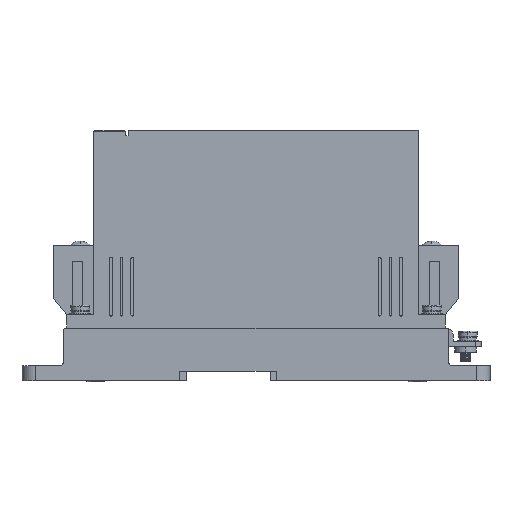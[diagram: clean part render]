
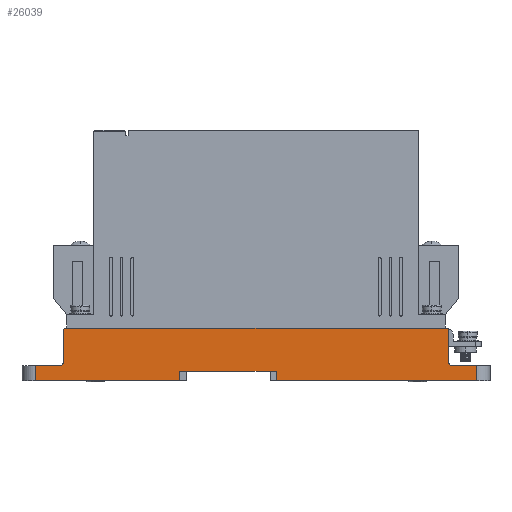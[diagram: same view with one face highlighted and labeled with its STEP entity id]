
A CAD part, left-side view. The second image highlights one B-rep face of the part: STEP entity #26039.
In plain terms, the highlighted planar face has unit normal (-1, 0, 0).
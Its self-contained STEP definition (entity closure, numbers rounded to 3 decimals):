
#490 = CARTESIAN_POINT ( 'NONE',  ( 0., 160.65, 6.7 ) ) ;
#848 = DIRECTION ( 'NONE',  ( 0., -1., 0. ) ) ;
#1226 = VECTOR ( 'NONE', #35349, 1000. ) ;
#1696 = ORIENTED_EDGE ( 'NONE', *, *, #40229, .F. ) ;
#2160 = CARTESIAN_POINT ( 'NONE',  ( 0., 0., 3.5 ) ) ;
#2281 = VERTEX_POINT ( 'NONE', #40234 ) ;
#2332 = CARTESIAN_POINT ( 'NONE',  ( 0., 158.65, 19.7 ) ) ;
#2944 = LINE ( 'NONE', #39855, #35792 ) ;
#2983 = VERTEX_POINT ( 'NONE', #19859 ) ;
#3516 = VECTOR ( 'NONE', #12207, 1000. ) ;
#4278 = VECTOR ( 'NONE', #15911, 1000. ) ;
#5213 = EDGE_CURVE ( 'NONE', #26180, #24567, #17130, .T. ) ;
#5543 = DIRECTION ( 'NONE',  ( 1., 0., 0. ) ) ;
#5734 = CARTESIAN_POINT ( 'NONE',  ( 0., 15.35, 6.7 ) ) ;
#6119 = ORIENTED_EDGE ( 'NONE', *, *, #18871, .F. ) ;
#6812 = VERTEX_POINT ( 'NONE', #15388 ) ;
#7503 = VERTEX_POINT ( 'NONE', #8967 ) ;
#7770 = DIRECTION ( 'NONE',  ( 0., -1., 0. ) ) ;
#8059 = VERTEX_POINT ( 'NONE', #5734 ) ;
#8291 = ORIENTED_EDGE ( 'NONE', *, *, #34577, .F. ) ;
#8637 = DIRECTION ( 'NONE',  ( 0., 1., 0. ) ) ;
#8910 = CARTESIAN_POINT ( 'NONE',  ( 0., 0., 19.7 ) ) ;
#8967 = CARTESIAN_POINT ( 'NONE',  ( 0., 80., 3.5 ) ) ;
#9997 = CARTESIAN_POINT ( 'NONE',  ( 0., 159.65, 6.7 ) ) ;
#10269 = LINE ( 'NONE', #20102, #26675 ) ;
#10630 = EDGE_CURVE ( 'NONE', #24567, #2281, #2944, .T. ) ;
#11804 = DIRECTION ( 'NONE',  ( 0., 0., -1. ) ) ;
#11995 = LINE ( 'NONE', #35720, #4278 ) ;
#12037 = VECTOR ( 'NONE', #25837, 1000. ) ;
#12207 = DIRECTION ( 'NONE',  ( 0., 0., 1. ) ) ;
#12310 = VERTEX_POINT ( 'NONE', #36402 ) ;
#12386 = CARTESIAN_POINT ( 'NONE',  ( 0., 175., 5.7 ) ) ;
#12641 = CARTESIAN_POINT ( 'NONE',  ( 0., 170., 19.7 ) ) ;
#12950 = CIRCLE ( 'NONE', #39376, 1. ) ;
#12987 = ORIENTED_EDGE ( 'NONE', *, *, #24953, .F. ) ;
#13160 = CARTESIAN_POINT ( 'NONE',  ( 0., 14.35, 5.7 ) ) ;
#13381 = VERTEX_POINT ( 'NONE', #41848 ) ;
#13975 = ORIENTED_EDGE ( 'NONE', *, *, #42258, .F. ) ;
#14287 = CIRCLE ( 'NONE', #41902, 1. ) ;
#14449 = LINE ( 'NONE', #17685, #16511 ) ;
#14484 = CIRCLE ( 'NONE', #33452, 1. ) ;
#14584 = EDGE_CURVE ( 'NONE', #17475, #13381, #34004, .T. ) ;
#15388 = CARTESIAN_POINT ( 'NONE',  ( 0., 116., 3.5 ) ) ;
#15911 = DIRECTION ( 'NONE',  ( 0., 0., 1. ) ) ;
#16332 = CARTESIAN_POINT ( 'NONE',  ( 0., 15.35, 18.7 ) ) ;
#16511 = VECTOR ( 'NONE', #37223, 1000. ) ;
#16551 = LINE ( 'NONE', #16606, #22735 ) ;
#16606 = CARTESIAN_POINT ( 'NONE',  ( 0., 159.65, 5.7 ) ) ;
#16749 = DIRECTION ( 'NONE',  ( 0., 0., 1. ) ) ;
#17130 = LINE ( 'NONE', #30523, #24859 ) ;
#17475 = VERTEX_POINT ( 'NONE', #2332 ) ;
#17685 = CARTESIAN_POINT ( 'NONE',  ( 0., 116., 19.7 ) ) ;
#18281 = LINE ( 'NONE', #2160, #34711 ) ;
#18768 = DIRECTION ( 'NONE',  ( 0., 1., 0. ) ) ;
#18822 = PLANE ( 'NONE',  #19159 ) ;
#18871 = EDGE_CURVE ( 'NONE', #2281, #2983, #26057, .T. ) ;
#19159 = AXIS2_PLACEMENT_3D ( 'NONE', #8910, #31749, #11804 ) ;
#19245 = EDGE_CURVE ( 'NONE', #12310, #17475, #26011, .T. ) ;
#19847 = DIRECTION ( 'NONE',  ( -1., 0., 0. ) ) ;
#19859 = CARTESIAN_POINT ( 'NONE',  ( 0., 80., 0. ) ) ;
#20102 = CARTESIAN_POINT ( 'NONE',  ( 0., 0., 0. ) ) ;
#20242 = DIRECTION ( 'NONE',  ( 0., 1., 0. ) ) ;
#20320 = ORIENTED_EDGE ( 'NONE', *, *, #5213, .F. ) ;
#20472 = DIRECTION ( 'NONE',  ( 0., 0., -1. ) ) ;
#20784 = CARTESIAN_POINT ( 'NONE',  ( 0., 160.65, 5.7 ) ) ;
#22211 = CARTESIAN_POINT ( 'NONE',  ( 0., 0., 0. ) ) ;
#22516 = CARTESIAN_POINT ( 'NONE',  ( 0., 80., 19.7 ) ) ;
#22735 = VECTOR ( 'NONE', #16749, 1000. ) ;
#23347 = DIRECTION ( 'NONE',  ( 0., -1., 0. ) ) ;
#23434 = ORIENTED_EDGE ( 'NONE', *, *, #14584, .F. ) ;
#23449 = DIRECTION ( 'NONE',  ( 0., 1., 0. ) ) ;
#23843 = LINE ( 'NONE', #12641, #12037 ) ;
#24567 = VERTEX_POINT ( 'NONE', #33126 ) ;
#24639 = AXIS2_PLACEMENT_3D ( 'NONE', #25354, #5543, #18768 ) ;
#24810 = DIRECTION ( 'NONE',  ( 0., -1., 0. ) ) ;
#24859 = VECTOR ( 'NONE', #23347, 1000. ) ;
#24953 = EDGE_CURVE ( 'NONE', #40958, #25766, #23843, .T. ) ;
#25100 = CARTESIAN_POINT ( 'NONE',  ( 0., 14.35, 6.7 ) ) ;
#25354 = CARTESIAN_POINT ( 'NONE',  ( 0., 158.65, 18.7 ) ) ;
#25766 = VERTEX_POINT ( 'NONE', #37239 ) ;
#25837 = DIRECTION ( 'NONE',  ( 0., 0., 1. ) ) ;
#25883 = CARTESIAN_POINT ( 'NONE',  ( 0., 116., 0. ) ) ;
#26011 = CIRCLE ( 'NONE', #24639, 1. ) ;
#26039 = ADVANCED_FACE ( 'NONE', ( #29902 ), #18822, .F. ) ;
#26057 = LINE ( 'NONE', #22211, #39885 ) ;
#26180 = VERTEX_POINT ( 'NONE', #13160 ) ;
#26675 = VECTOR ( 'NONE', #20242, 1000. ) ;
#27381 = DIRECTION ( 'NONE',  ( 1., 0., 0. ) ) ;
#27828 = ORIENTED_EDGE ( 'NONE', *, *, #34393, .F. ) ;
#28357 = EDGE_CURVE ( 'NONE', #2983, #7503, #33311, .T. ) ;
#29263 = ORIENTED_EDGE ( 'NONE', *, *, #36978, .F. ) ;
#29730 = VERTEX_POINT ( 'NONE', #20784 ) ;
#29902 = FACE_OUTER_BOUND ( 'NONE', #35453, .T. ) ;
#29976 = LINE ( 'NONE', #12386, #1226 ) ;
#30269 = CARTESIAN_POINT ( 'NONE',  ( 0., 16.35, 18.7 ) ) ;
#30523 = CARTESIAN_POINT ( 'NONE',  ( 0., 0., 5.7 ) ) ;
#31015 = CARTESIAN_POINT ( 'NONE',  ( 0., 0., 19.7 ) ) ;
#31666 = VERTEX_POINT ( 'NONE', #25883 ) ;
#31749 = DIRECTION ( 'NONE',  ( 1., 0., 0. ) ) ;
#31941 = VERTEX_POINT ( 'NONE', #16332 ) ;
#32137 = ORIENTED_EDGE ( 'NONE', *, *, #19245, .F. ) ;
#32373 = VERTEX_POINT ( 'NONE', #9997 ) ;
#32891 = ORIENTED_EDGE ( 'NONE', *, *, #36654, .F. ) ;
#33030 = EDGE_CURVE ( 'NONE', #25766, #29730, #29976, .T. ) ;
#33126 = CARTESIAN_POINT ( 'NONE',  ( 0., 5., 5.7 ) ) ;
#33311 = LINE ( 'NONE', #22516, #3516 ) ;
#33452 = AXIS2_PLACEMENT_3D ( 'NONE', #490, #19847, #23449 ) ;
#33633 = EDGE_CURVE ( 'NONE', #8059, #31941, #11995, .T. ) ;
#33792 = EDGE_CURVE ( 'NONE', #32373, #12310, #16551, .T. ) ;
#33810 = CARTESIAN_POINT ( 'NONE',  ( 0., 170., 0. ) ) ;
#34004 = LINE ( 'NONE', #31015, #35525 ) ;
#34051 = ORIENTED_EDGE ( 'NONE', *, *, #33633, .T. ) ;
#34393 = EDGE_CURVE ( 'NONE', #29730, #32373, #14484, .T. ) ;
#34577 = EDGE_CURVE ( 'NONE', #6812, #31666, #14449, .T. ) ;
#34711 = VECTOR ( 'NONE', #8637, 1000. ) ;
#35349 = DIRECTION ( 'NONE',  ( 0., -1., 0. ) ) ;
#35453 = EDGE_LOOP ( 'NONE', ( #41708, #20320, #13975, #34051, #1696, #23434, #32137, #41028, #27828, #41948, #12987, #32891, #8291, #29263, #35621, #6119 ) ) ;
#35525 = VECTOR ( 'NONE', #7770, 1000. ) ;
#35621 = ORIENTED_EDGE ( 'NONE', *, *, #28357, .F. ) ;
#35720 = CARTESIAN_POINT ( 'NONE',  ( 0., 15.35, 5.7 ) ) ;
#35792 = VECTOR ( 'NONE', #20472, 1000. ) ;
#36402 = CARTESIAN_POINT ( 'NONE',  ( 0., 159.65, 18.7 ) ) ;
#36654 = EDGE_CURVE ( 'NONE', #31666, #40958, #10269, .T. ) ;
#36978 = EDGE_CURVE ( 'NONE', #7503, #6812, #18281, .T. ) ;
#37223 = DIRECTION ( 'NONE',  ( 0., 0., -1. ) ) ;
#37239 = CARTESIAN_POINT ( 'NONE',  ( 0., 170., 5.7 ) ) ;
#38141 = DIRECTION ( 'NONE',  ( 0., 1., 0. ) ) ;
#39376 = AXIS2_PLACEMENT_3D ( 'NONE', #30269, #27381, #848 ) ;
#39855 = CARTESIAN_POINT ( 'NONE',  ( 0., 5., 19.7 ) ) ;
#39885 = VECTOR ( 'NONE', #38141, 1000. ) ;
#40229 = EDGE_CURVE ( 'NONE', #13381, #31941, #12950, .T. ) ;
#40234 = CARTESIAN_POINT ( 'NONE',  ( 0., 5., 0. ) ) ;
#40958 = VERTEX_POINT ( 'NONE', #33810 ) ;
#41028 = ORIENTED_EDGE ( 'NONE', *, *, #33792, .F. ) ;
#41585 = DIRECTION ( 'NONE',  ( -1., 0., 0. ) ) ;
#41708 = ORIENTED_EDGE ( 'NONE', *, *, #10630, .F. ) ;
#41848 = CARTESIAN_POINT ( 'NONE',  ( 0., 16.35, 19.7 ) ) ;
#41902 = AXIS2_PLACEMENT_3D ( 'NONE', #25100, #41585, #24810 ) ;
#41948 = ORIENTED_EDGE ( 'NONE', *, *, #33030, .F. ) ;
#42258 = EDGE_CURVE ( 'NONE', #8059, #26180, #14287, .T. ) ;
